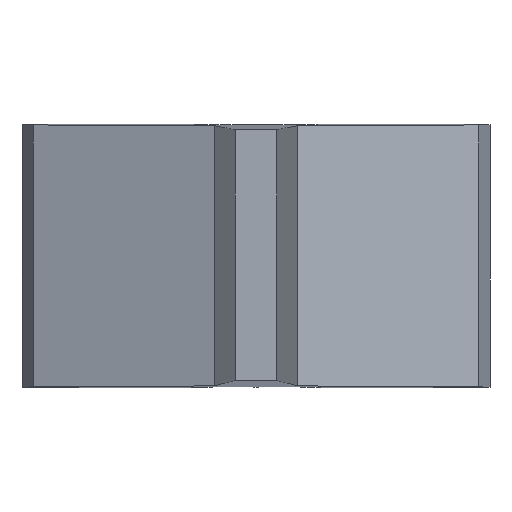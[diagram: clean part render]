
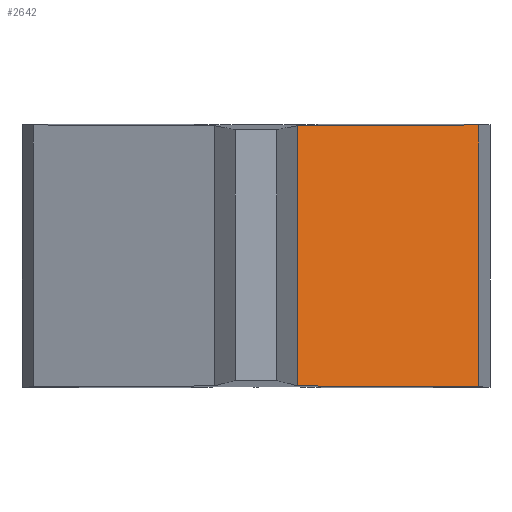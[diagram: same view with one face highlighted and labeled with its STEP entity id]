
A CAD part, top view. The second image highlights one B-rep face of the part: STEP entity #2642.
In plain terms, the highlighted planar face has unit normal (0.315, 0, 0.949).
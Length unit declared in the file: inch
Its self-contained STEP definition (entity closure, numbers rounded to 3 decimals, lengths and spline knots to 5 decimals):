
#240=FACE_OUTER_BOUND('',#401,.T.);
#401=EDGE_LOOP('',(#1999,#2000,#2001,#2002));
#612=LINE('',#3965,#894);
#615=LINE('',#3971,#897);
#617=LINE('',#3975,#899);
#618=LINE('',#3976,#900);
#894=VECTOR('',#3273,0.3937);
#897=VECTOR('',#3278,0.3937);
#899=VECTOR('',#3282,0.3937);
#900=VECTOR('',#3283,0.3937);
#1151=VERTEX_POINT('',#3962);
#1152=VERTEX_POINT('',#3964);
#1154=VERTEX_POINT('',#3969);
#1155=VERTEX_POINT('',#3974);
#1460=EDGE_CURVE('',#1152,#1151,#612,.T.);
#1463=EDGE_CURVE('',#1154,#1151,#615,.T.);
#1465=EDGE_CURVE('',#1154,#1155,#617,.F.);
#1466=EDGE_CURVE('',#1155,#1152,#618,.T.);
#1999=ORIENTED_EDGE('',*,*,#1465,.T.);
#2000=ORIENTED_EDGE('',*,*,#1466,.T.);
#2001=ORIENTED_EDGE('',*,*,#1460,.T.);
#2002=ORIENTED_EDGE('',*,*,#1463,.F.);
#2515=PLANE('',#2843);
#2642=ADVANCED_FACE('',(#240),#2515,.T.);
#2843=AXIS2_PLACEMENT_3D('',#3973,#3280,#3281);
#3273=DIRECTION('',(-0.949,-0.004,0.315));
#3278=DIRECTION('',(0.,1.,0.));
#3280=DIRECTION('center_axis',(0.315,0.,
0.949));
#3281=DIRECTION('ref_axis',(0.,-1.,0.));
#3282=DIRECTION('',(-0.949,0.004,0.315));
#3283=DIRECTION('',(0.,1.,0.));
#3962=CARTESIAN_POINT('',(0.25269,0.18518,0.84252));
#3964=CARTESIAN_POINT('',(0.66115,0.18689,0.70681));
#3965=CARTESIAN_POINT('',(0.19223,0.18493,0.86261));
#3969=CARTESIAN_POINT('',(0.25269,-0.40168,0.84252));
#3971=CARTESIAN_POINT('',(0.25269,-0.10825,0.84252));
#3973=CARTESIAN_POINT('Origin',(0.25269,-0.10825,0.84252));
#3974=CARTESIAN_POINT('',(0.66115,-0.4034,0.70681));
#3975=CARTESIAN_POINT('',(0.19223,-0.40143,0.86261));
#3976=CARTESIAN_POINT('',(0.66115,-0.10825,0.70681));
